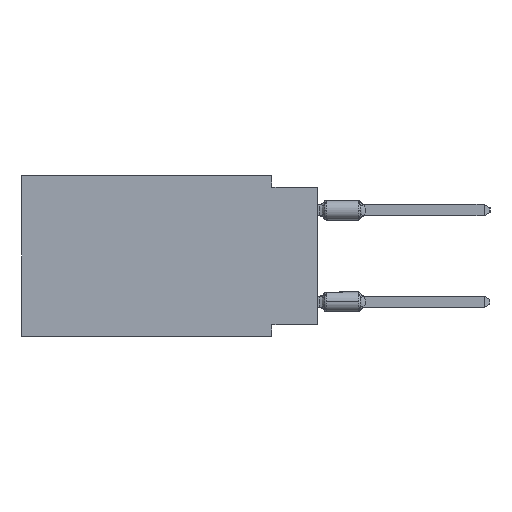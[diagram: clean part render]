
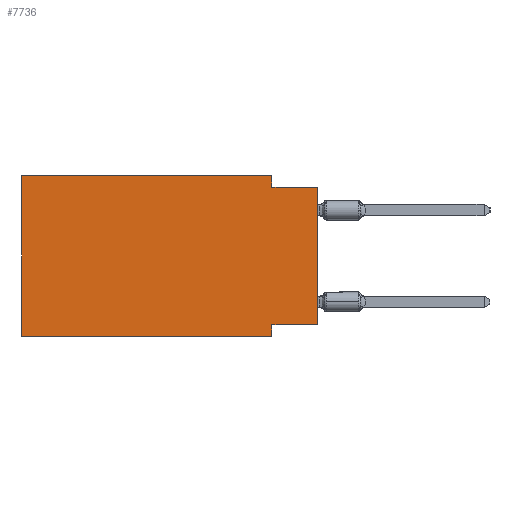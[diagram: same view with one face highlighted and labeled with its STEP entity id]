
A CAD part, left-side view. The second image highlights one B-rep face of the part: STEP entity #7736.
In plain terms, the highlighted planar face has unit normal (-1, 0, 0).
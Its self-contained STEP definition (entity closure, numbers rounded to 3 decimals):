
#734 = CARTESIAN_POINT ( 'NONE',  ( 0., 0., -8.255 ) ) ;
#820 = VECTOR ( 'NONE', #5157, 1000. ) ;
#1026 = CARTESIAN_POINT ( 'NONE',  ( 0., 0., -0.635 ) ) ;
#1534 = ORIENTED_EDGE ( 'NONE', *, *, #4621, .T. ) ;
#2269 = CARTESIAN_POINT ( 'NONE',  ( 0., 16.383, -8.89 ) ) ;
#2608 = CARTESIAN_POINT ( 'NONE',  ( 0., 0., 0. ) ) ;
#3012 = DIRECTION ( 'NONE',  ( 0., -1., 0. ) ) ;
#3132 = VERTEX_POINT ( 'NONE', #20686 ) ;
#4462 = PLANE ( 'NONE',  #25594 ) ;
#4621 = EDGE_CURVE ( 'NONE', #18042, #14341, #16626, .T. ) ;
#4991 = VECTOR ( 'NONE', #8471, 1000. ) ;
#5157 = DIRECTION ( 'NONE',  ( 0., 1., 0. ) ) ;
#6172 = DIRECTION ( 'NONE',  ( 0., 0., 1. ) ) ;
#6848 = EDGE_CURVE ( 'NONE', #3132, #34750, #29571, .T. ) ;
#7403 = ORIENTED_EDGE ( 'NONE', *, *, #6848, .F. ) ;
#7736 = ADVANCED_FACE ( 'NONE', ( #24836 ), #4462, .F. ) ;
#8471 = DIRECTION ( 'NONE',  ( 0., 0., 1. ) ) ;
#8518 = EDGE_CURVE ( 'NONE', #22742, #3132, #25647, .T. ) ;
#8588 = VECTOR ( 'NONE', #35595, 1000. ) ;
#9371 = EDGE_CURVE ( 'NONE', #15672, #14341, #22528, .T. ) ;
#9758 = EDGE_CURVE ( 'NONE', #26386, #34750, #34512, .T. ) ;
#9952 = DIRECTION ( 'NONE',  ( 1., 0., 0. ) ) ;
#10470 = VERTEX_POINT ( 'NONE', #34279 ) ;
#10840 = LINE ( 'NONE', #36854, #820 ) ;
#13230 = CARTESIAN_POINT ( 'NONE',  ( 0., 16.383, -8.89 ) ) ;
#13518 = CARTESIAN_POINT ( 'NONE',  ( 0., 16.383, 0. ) ) ;
#13771 = CARTESIAN_POINT ( 'NONE',  ( 0., 2.54, 0. ) ) ;
#14341 = VERTEX_POINT ( 'NONE', #15232 ) ;
#15232 = CARTESIAN_POINT ( 'NONE',  ( 0., 2.54, -8.89 ) ) ;
#15672 = VERTEX_POINT ( 'NONE', #25443 ) ;
#16016 = ORIENTED_EDGE ( 'NONE', *, *, #9371, .F. ) ;
#16626 = LINE ( 'NONE', #2269, #21532 ) ;
#16779 = LINE ( 'NONE', #28313, #31362 ) ;
#18042 = VERTEX_POINT ( 'NONE', #13230 ) ;
#18223 = DIRECTION ( 'NONE',  ( 0., -1., 0. ) ) ;
#19087 = EDGE_CURVE ( 'NONE', #26386, #15672, #10840, .T. ) ;
#19195 = DIRECTION ( 'NONE',  ( 0., 0., -1. ) ) ;
#19608 = VECTOR ( 'NONE', #33751, 1000. ) ;
#20686 = CARTESIAN_POINT ( 'NONE',  ( 0., 2.54, -0.635 ) ) ;
#21043 = EDGE_LOOP ( 'NONE', ( #33062, #7403, #21459, #31677, #34525, #1534, #16016, #35713 ) ) ;
#21205 = VECTOR ( 'NONE', #24991, 1000. ) ;
#21459 = ORIENTED_EDGE ( 'NONE', *, *, #8518, .F. ) ;
#21532 = VECTOR ( 'NONE', #3012, 1000. ) ;
#21972 = EDGE_CURVE ( 'NONE', #10470, #22742, #24098, .T. ) ;
#22528 = LINE ( 'NONE', #34046, #21205 ) ;
#22742 = VERTEX_POINT ( 'NONE', #27533 ) ;
#22914 = CARTESIAN_POINT ( 'NONE',  ( 0., 0., -0.635 ) ) ;
#24098 = LINE ( 'NONE', #32778, #8588 ) ;
#24575 = EDGE_CURVE ( 'NONE', #18042, #10470, #16779, .T. ) ;
#24836 = FACE_OUTER_BOUND ( 'NONE', #21043, .T. ) ;
#24991 = DIRECTION ( 'NONE',  ( 0., 0., -1. ) ) ;
#25443 = CARTESIAN_POINT ( 'NONE',  ( 0., 2.54, -8.255 ) ) ;
#25594 = AXIS2_PLACEMENT_3D ( 'NONE', #13518, #9952, #19195 ) ;
#25647 = LINE ( 'NONE', #13771, #19608 ) ;
#26386 = VERTEX_POINT ( 'NONE', #734 ) ;
#27533 = CARTESIAN_POINT ( 'NONE',  ( 0., 2.54, 0. ) ) ;
#28313 = CARTESIAN_POINT ( 'NONE',  ( 0., 16.383, 0. ) ) ;
#29571 = LINE ( 'NONE', #1026, #35199 ) ;
#31362 = VECTOR ( 'NONE', #6172, 1000. ) ;
#31677 = ORIENTED_EDGE ( 'NONE', *, *, #21972, .F. ) ;
#32778 = CARTESIAN_POINT ( 'NONE',  ( 0., 16.383, 0. ) ) ;
#33062 = ORIENTED_EDGE ( 'NONE', *, *, #9758, .T. ) ;
#33751 = DIRECTION ( 'NONE',  ( 0., 0., -1. ) ) ;
#34046 = CARTESIAN_POINT ( 'NONE',  ( 0., 2.54, -8.89 ) ) ;
#34279 = CARTESIAN_POINT ( 'NONE',  ( 0., 16.383, 0. ) ) ;
#34512 = LINE ( 'NONE', #2608, #4991 ) ;
#34525 = ORIENTED_EDGE ( 'NONE', *, *, #24575, .F. ) ;
#34750 = VERTEX_POINT ( 'NONE', #22914 ) ;
#35199 = VECTOR ( 'NONE', #18223, 1000. ) ;
#35595 = DIRECTION ( 'NONE',  ( 0., -1., 0. ) ) ;
#35713 = ORIENTED_EDGE ( 'NONE', *, *, #19087, .F. ) ;
#36854 = CARTESIAN_POINT ( 'NONE',  ( 0., 0., -8.255 ) ) ;
